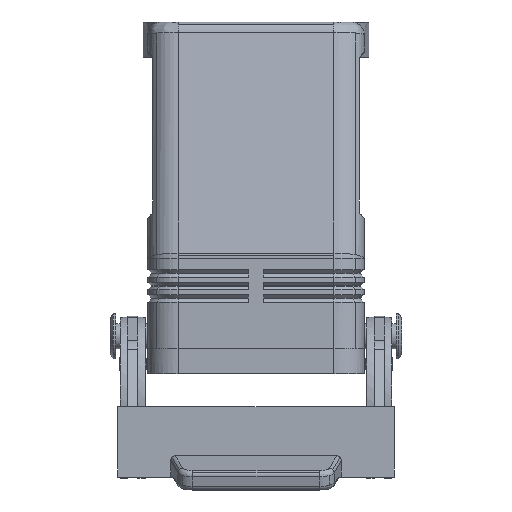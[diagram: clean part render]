
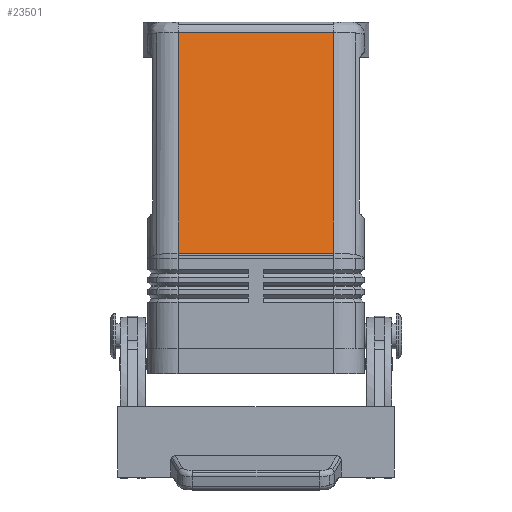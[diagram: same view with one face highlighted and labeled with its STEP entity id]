
A CAD part, left-side view. The second image highlights one B-rep face of the part: STEP entity #23501.
In plain terms, the highlighted planar face has unit normal (-0.984, 0, 0.18).
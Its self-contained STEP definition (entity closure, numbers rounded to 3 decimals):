
#1514=CARTESIAN_POINT('',(-36.402,-15.5,24.035));
#1515=VERTEX_POINT('',#1514);
#1523=CARTESIAN_POINT('',(-36.402,15.5,24.035));
#1524=VERTEX_POINT('',#1523);
#1525=CARTESIAN_POINT('',(-36.402,-15.5,24.035));
#1526=DIRECTION('',(0.0,1.0,0.0));
#1527=VECTOR('',#1526,31.);
#1528=LINE('',#1525,#1527);
#1529=EDGE_CURVE('',#1515,#1524,#1528,.T.);
#23059=CARTESIAN_POINT('',(-28.375,-15.5,67.95));
#23060=VERTEX_POINT('',#23059);
#23068=CARTESIAN_POINT('',(-28.375,-15.5,67.95));
#23069=DIRECTION('',(-0.18,0.,-0.984));
#23070=VECTOR('',#23069,44.642);
#23071=LINE('',#23068,#23070);
#23072=EDGE_CURVE('',#23060,#1515,#23071,.T.);
#23478=CARTESIAN_POINT('',(-28.,0.0,70.));
#23479=DIRECTION('',(-0.984,0.0,0.18));
#23480=DIRECTION('',(0.18,0.0,0.984));
#23481=AXIS2_PLACEMENT_3D('',#23478,#23479,#23480);
#23482=PLANE('',#23481);
#23483=ORIENTED_EDGE('',*,*,#23072,.F.);
#23484=CARTESIAN_POINT('',(-28.375,15.5,67.95));
#23485=VERTEX_POINT('',#23484);
#23486=CARTESIAN_POINT('',(-28.375,15.5,67.95));
#23487=DIRECTION('',(0.0,-1.0,0.0));
#23488=VECTOR('',#23487,31.);
#23489=LINE('',#23486,#23488);
#23490=EDGE_CURVE('',#23485,#23060,#23489,.T.);
#23491=ORIENTED_EDGE('',*,*,#23490,.F.);
#23492=CARTESIAN_POINT('',(-36.402,15.5,24.035));
#23493=DIRECTION('',(0.18,0.,0.984));
#23494=VECTOR('',#23493,44.642);
#23495=LINE('',#23492,#23494);
#23496=EDGE_CURVE('',#1524,#23485,#23495,.T.);
#23497=ORIENTED_EDGE('',*,*,#23496,.F.);
#23498=ORIENTED_EDGE('',*,*,#1529,.F.);
#23499=EDGE_LOOP('',(#23483,#23491,#23497,#23498));
#23500=FACE_OUTER_BOUND('',#23499,.T.);
#23501=ADVANCED_FACE('',(#23500),#23482,.T.);
